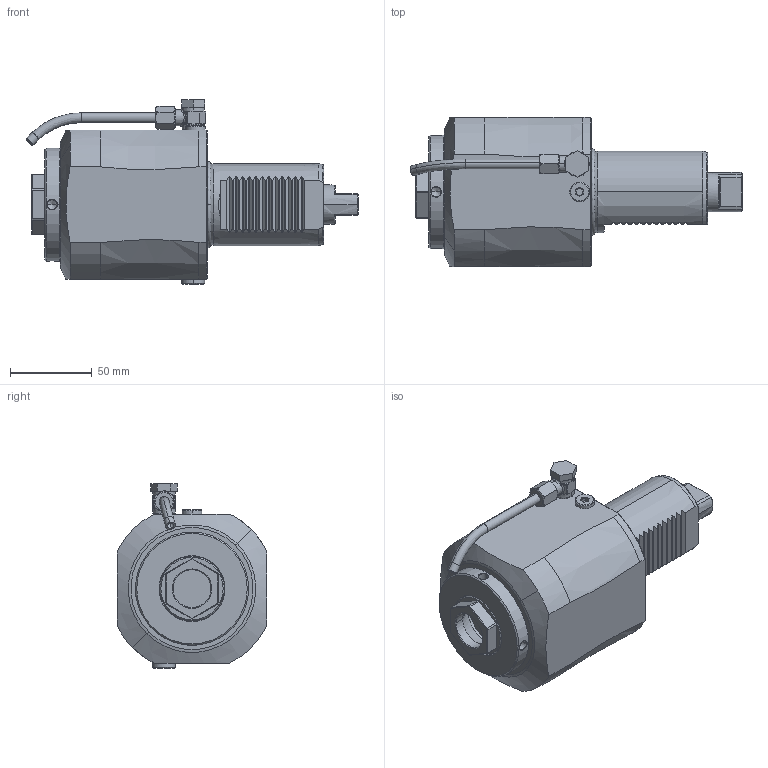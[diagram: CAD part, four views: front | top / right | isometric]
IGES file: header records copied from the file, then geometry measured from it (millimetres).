
Start section:  PTC IGES file: ngt1_50_125_32_3hd.igs
Global section: file name: ngt1_50_125_32_3hd.igs; native system: Pro/ENGINEER by Parametric Technology Corporation; preprocessor: 2010280; author: vali; organization: Unknown; date: 20250408.120028; units: millimetre
Bounding box: 202.44 x 91 x 112.4 mm (x, y, z)
Volume: 834428.8 mm3; surface area: 66270 mm2
Topology: 1 solids, 2 shells, 358 faces, 893 edges, 552 vertices
Faces by surface type: bspline 180, revolution 178
